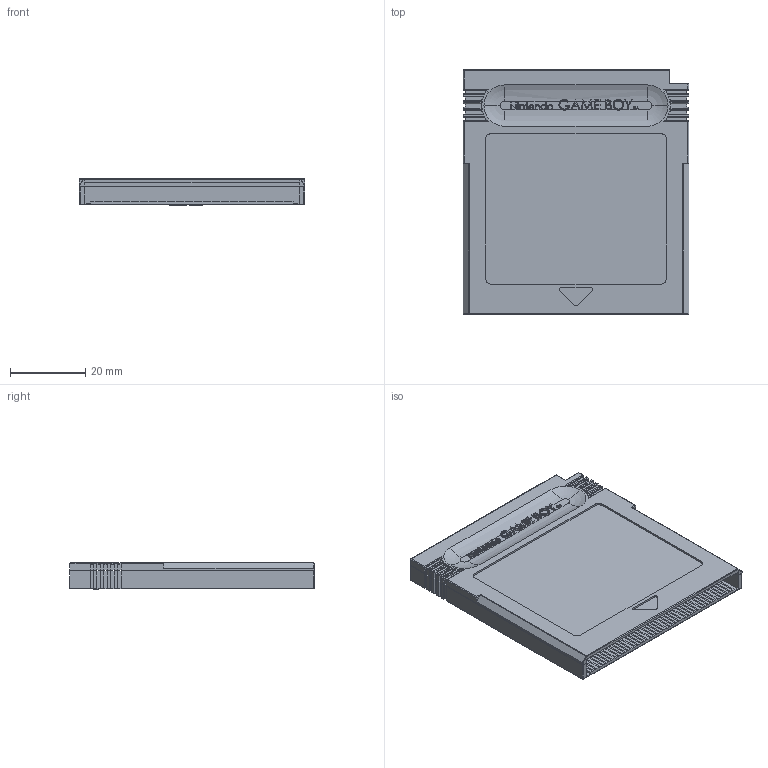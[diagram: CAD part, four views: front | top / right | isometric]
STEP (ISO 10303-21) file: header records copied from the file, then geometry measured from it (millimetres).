
FILE_DESCRIPTION (( 'STEP AP214' ), '1' );
FILE_NAME ('CARTRIDGE.STEP', '2012-07-19T09:16:57', ( '' ), ( '' ), 'SwSTEP 2.0', 'SolidWorks 2012', '' );
FILE_SCHEMA (( 'AUTOMOTIVE_DESIGN' ));
Length unit declared in the file: millimetre
Products named in the file (1): CARTRIDGE
Bounding box: 60 x 65 x 7.1 mm (x, y, z)
Volume: 22040.4 mm3; surface area: 17641.7 mm2
Topology: 2 solids, 2 shells, 844 faces, 2280 edges, 1480 vertices
Faces by surface type: plane 607, bspline 113, cylinder 103, torus 17, sphere 4
Entity records: 36618 total; most frequent: CARTESIAN_POINT 11846, ORIENTED_EDGE 4552, DIRECTION 3548, EDGE_CURVE 2276, VECTOR 1818, LINE 1818, VERTEX_POINT 1480, EDGE_LOOP 888
